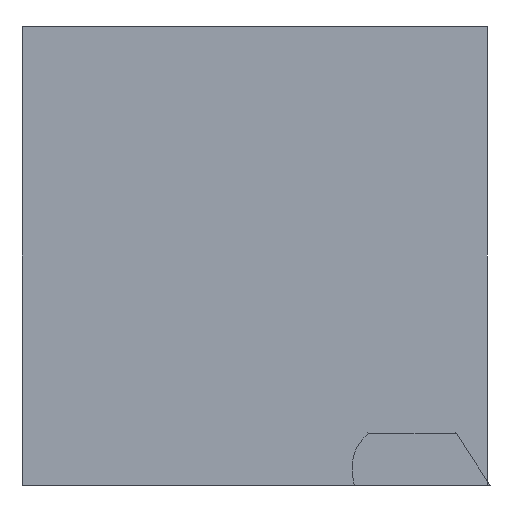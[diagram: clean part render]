
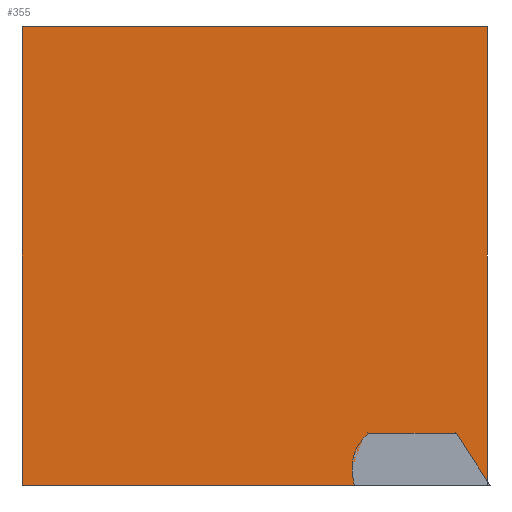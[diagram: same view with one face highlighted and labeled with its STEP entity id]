
A CAD part, left-side view. The second image highlights one B-rep face of the part: STEP entity #355.
In plain terms, the highlighted planar face has unit normal (-1, 0, 0).
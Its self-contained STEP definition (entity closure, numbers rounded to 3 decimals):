
#50=FACE_OUTER_BOUND('',#70,.T.);
#70=EDGE_LOOP('',(#307,#308,#309,#310));
#79=LINE('',#9073,#94);
#80=LINE('',#9075,#95);
#81=LINE('',#9077,#96);
#82=LINE('',#9078,#97);
#94=VECTOR('',#401,10.);
#95=VECTOR('',#402,10.);
#96=VECTOR('',#403,10.);
#97=VECTOR('',#404,10.);
#164=VERTEX_POINT('',#9071);
#165=VERTEX_POINT('',#9072);
#166=VERTEX_POINT('',#9074);
#167=VERTEX_POINT('',#9076);
#213=EDGE_CURVE('',#164,#165,#79,.T.);
#214=EDGE_CURVE('',#164,#166,#80,.T.);
#215=EDGE_CURVE('',#167,#166,#81,.T.);
#216=EDGE_CURVE('',#165,#167,#82,.T.);
#307=ORIENTED_EDGE('',*,*,#213,.F.);
#308=ORIENTED_EDGE('',*,*,#214,.T.);
#309=ORIENTED_EDGE('',*,*,#215,.F.);
#310=ORIENTED_EDGE('',*,*,#216,.F.);
#335=PLANE('',#380);
#355=ADVANCED_FACE('',(#50),#335,.T.);
#380=AXIS2_PLACEMENT_3D('',#9070,#399,#400);
#399=DIRECTION('center_axis',(-1.,0.,0.));
#400=DIRECTION('ref_axis',(0.,-1.,0.));
#401=DIRECTION('',(0.,1.,0.));
#402=DIRECTION('',(0.,0.,1.));
#403=DIRECTION('',(0.,-1.,0.));
#404=DIRECTION('',(0.,0.,1.));
#9070=CARTESIAN_POINT('Origin',(-180.,710.,0.));
#9071=CARTESIAN_POINT('',(-180.,0.,0.));
#9072=CARTESIAN_POINT('',(-180.,710.,0.));
#9073=CARTESIAN_POINT('',(-180.,0.,0.));
#9074=CARTESIAN_POINT('',(-180.,0.,700.));
#9075=CARTESIAN_POINT('',(-180.,0.,0.));
#9076=CARTESIAN_POINT('',(-180.,710.,700.));
#9077=CARTESIAN_POINT('',(-180.,0.,700.));
#9078=CARTESIAN_POINT('',(-180.,710.,0.));
